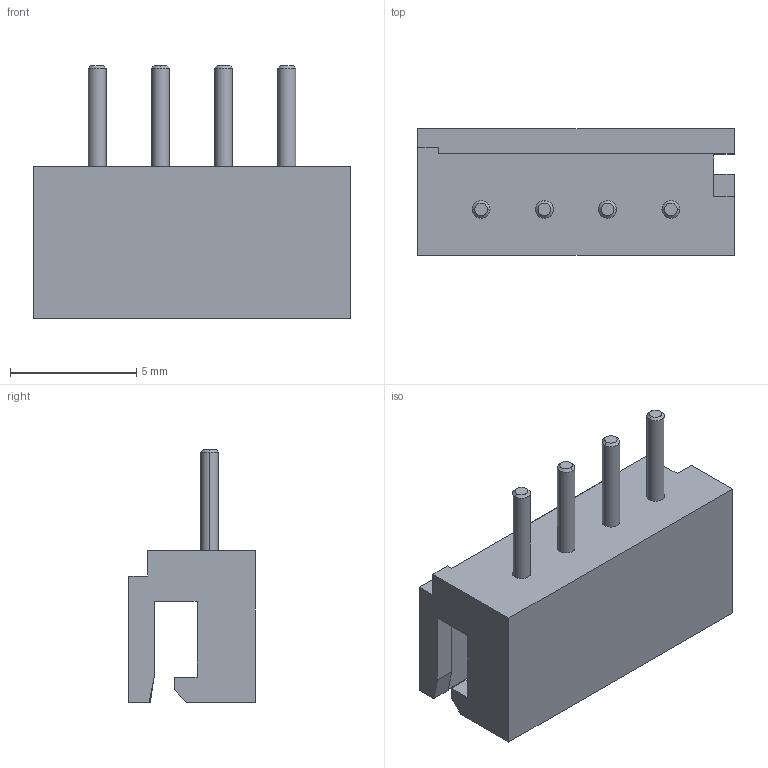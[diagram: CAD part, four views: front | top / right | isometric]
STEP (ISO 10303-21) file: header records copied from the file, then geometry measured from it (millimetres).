
FILE_DESCRIPTION (( 'STEP AP214' ), '1' );
FILE_NAME ('LSS-Straight-Connector.STEP', '2019-05-02T18:57:03', ( '' ), ( '' ), 'SwSTEP 2.0', 'SolidWorks 2015', '' );
FILE_SCHEMA (( 'AUTOMOTIVE_DESIGN' ));
Length unit declared in the file: millimetre
Products named in the file (1): LSS-Straight-Connector
Bounding box: 12.5 x 5 x 10 mm (x, y, z)
Volume: 213 mm3; surface area: 497.5 mm2
Topology: 1 solids, 1 shells, 74 faces, 181 edges, 117 vertices
Faces by surface type: plane 42, cylinder 16, bspline 8, cone 8
Entity records: 3229 total; most frequent: CARTESIAN_POINT 643, ORIENTED_EDGE 362, DIRECTION 359, EDGE_CURVE 181, AXIS2_PLACEMENT_3D 121, VECTOR 117, VERTEX_POINT 117, LINE 117
